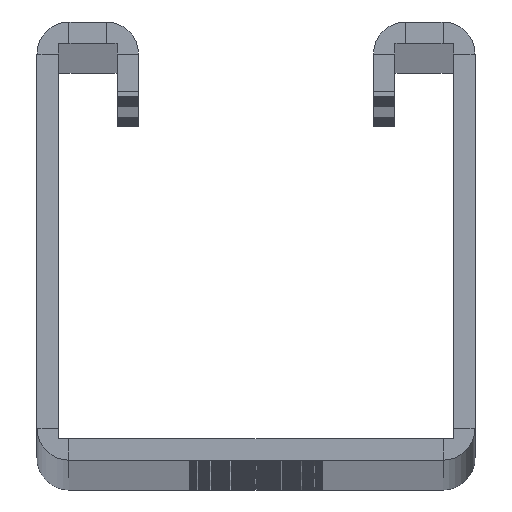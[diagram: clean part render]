
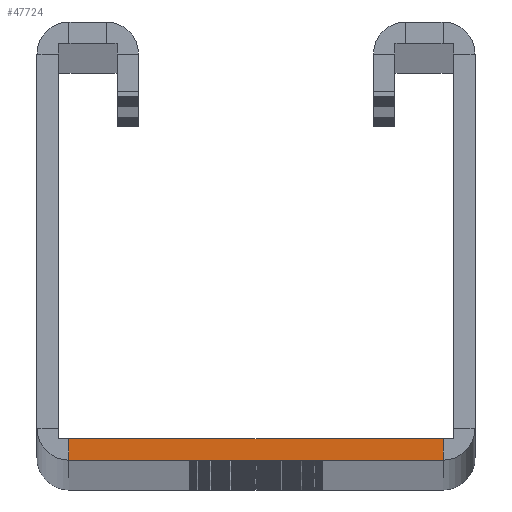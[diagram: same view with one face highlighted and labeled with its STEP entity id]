
A CAD part, top view. The second image highlights one B-rep face of the part: STEP entity #47724.
In plain terms, the highlighted planar face has unit normal (0, 0, 1).
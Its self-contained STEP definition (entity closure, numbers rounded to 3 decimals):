
#1045 = ORIENTED_EDGE ( 'NONE', *, *, #16340, .T. ) ;
#3291 = CARTESIAN_POINT ( 'NONE',  ( -17.5, 2., 0. ) ) ;
#3756 = ORIENTED_EDGE ( 'NONE', *, *, #26662, .T. ) ;
#5868 = DIRECTION ( 'NONE',  ( -1., 0., 0. ) ) ;
#6998 = LINE ( 'NONE', #31625, #27356 ) ;
#11721 = CARTESIAN_POINT ( 'NONE',  ( 17.5, 2., 0. ) ) ;
#13452 = FACE_OUTER_BOUND ( 'NONE', #34873, .T. ) ;
#14910 = DIRECTION ( 'NONE',  ( 1., 0., 0. ) ) ;
#15879 = CARTESIAN_POINT ( 'NONE',  ( 0., 0., 0. ) ) ;
#16340 = EDGE_CURVE ( 'NONE', #21801, #29357, #6998, .T. ) ;
#16377 = VECTOR ( 'NONE', #47959, 1000. ) ;
#17447 = VECTOR ( 'NONE', #55470, 1000. ) ;
#18007 = ORIENTED_EDGE ( 'NONE', *, *, #19803, .F. ) ;
#19803 = EDGE_CURVE ( 'NONE', #21801, #29941, #33469, .T. ) ;
#20353 = PLANE ( 'NONE',  #27326 ) ;
#21192 = CARTESIAN_POINT ( 'NONE',  ( 17.5, 2., 0. ) ) ;
#21801 = VERTEX_POINT ( 'NONE', #21192 ) ;
#26662 = EDGE_CURVE ( 'NONE', #29357, #43104, #28004, .T. ) ;
#27326 = AXIS2_PLACEMENT_3D ( 'NONE', #36736, #46155, #14910 ) ;
#27356 = VECTOR ( 'NONE', #57867, 1000. ) ;
#28004 = LINE ( 'NONE', #3291, #17447 ) ;
#29357 = VERTEX_POINT ( 'NONE', #36634 ) ;
#29941 = VERTEX_POINT ( 'NONE', #42255 ) ;
#31625 = CARTESIAN_POINT ( 'NONE',  ( 0., 2., 0. ) ) ;
#32812 = LINE ( 'NONE', #15879, #54885 ) ;
#33469 = LINE ( 'NONE', #11721, #16377 ) ;
#34873 = EDGE_LOOP ( 'NONE', ( #1045, #3756, #37567, #18007 ) ) ;
#36634 = CARTESIAN_POINT ( 'NONE',  ( -17.5, 2., 0. ) ) ;
#36736 = CARTESIAN_POINT ( 'NONE',  ( -14., 38., 0. ) ) ;
#37567 = ORIENTED_EDGE ( 'NONE', *, *, #63363, .F. ) ;
#42255 = CARTESIAN_POINT ( 'NONE',  ( 17.5, 0., 0. ) ) ;
#43104 = VERTEX_POINT ( 'NONE', #43910 ) ;
#43910 = CARTESIAN_POINT ( 'NONE',  ( -17.5, 0., 0. ) ) ;
#46155 = DIRECTION ( 'NONE',  ( 0., 0., 1. ) ) ;
#47724 = ADVANCED_FACE ( 'NONE', ( #13452 ), #20353, .T. ) ;
#47959 = DIRECTION ( 'NONE',  ( 0., -1., 0. ) ) ;
#54885 = VECTOR ( 'NONE', #5868, 1000. ) ;
#55470 = DIRECTION ( 'NONE',  ( 0., -1., 0. ) ) ;
#57867 = DIRECTION ( 'NONE',  ( -1., 0., 0. ) ) ;
#63363 = EDGE_CURVE ( 'NONE', #29941, #43104, #32812, .T. ) ;
